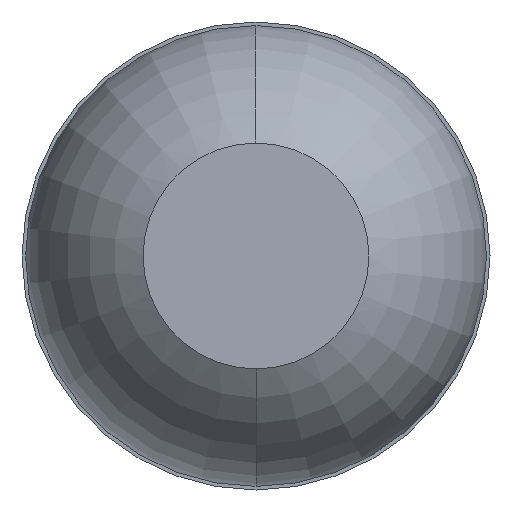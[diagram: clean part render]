
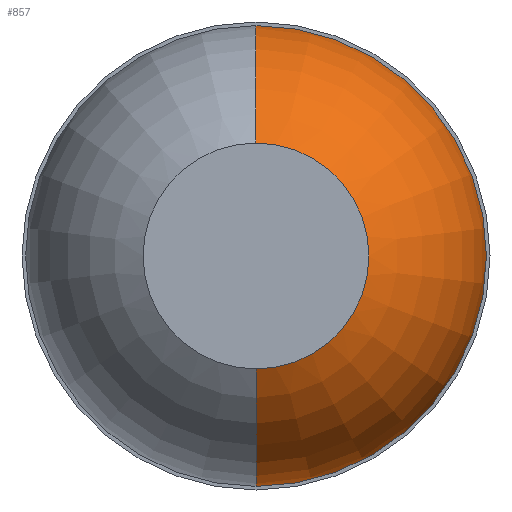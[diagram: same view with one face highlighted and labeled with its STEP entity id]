
A CAD part, front view. The second image highlights one B-rep face of the part: STEP entity #857.
In plain terms, the highlighted toroidal (fillet/blend) face has major radius 0.01 mm and minor radius 0.5 mm.
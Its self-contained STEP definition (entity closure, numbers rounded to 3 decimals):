
#198 = VERTEX_POINT ( 'NONE', #1990 ) ;
#225 = DIRECTION ( 'NONE',  ( 0., 0., -1. ) ) ;
#279 = CARTESIAN_POINT ( 'NONE',  ( 0., -26.961, 0. ) ) ;
#341 = VERTEX_POINT ( 'NONE', #3757 ) ;
#349 = EDGE_CURVE ( 'NONE', #198, #1429, #3438, .T. ) ;
#468 = CARTESIAN_POINT ( 'NONE',  ( 0., -26.961, 0. ) ) ;
#801 = DIRECTION ( 'NONE',  ( 0., 0., 1. ) ) ;
#857 = ADVANCED_FACE ( 'Defeature ausgef�hrt3_3', ( #3099 ), #1550, .T. ) ;
#873 = AXIS2_PLACEMENT_3D ( 'NONE', #279, #2401, #1148 ) ;
#1148 = DIRECTION ( 'NONE',  ( 0., 0., 1. ) ) ;
#1267 = DIRECTION ( 'NONE',  ( 1., 0., 0. ) ) ;
#1429 = VERTEX_POINT ( 'NONE', #1764 ) ;
#1436 = EDGE_CURVE ( 'Defeature ausgef�hrt3_12+Defeature ausgef�hrt3_3+Defeature ausgef�hrt3_3+Defeature ausgef�hrt3_3', #3384, #198, #3678, .T. ) ;
#1550 = TOROIDAL_SURFACE ( 'NONE', #1613, 0.01, 0.5 ) ;
#1572 = EDGE_CURVE ( 'NONE', #3384, #341, #1999, .T. ) ;
#1574 = DIRECTION ( 'NONE',  ( -1., 0., 0. ) ) ;
#1613 = AXIS2_PLACEMENT_3D ( 'NONE', #468, #3223, #801 ) ;
#1764 = CARTESIAN_POINT ( 'NONE',  ( 0., -26.961, 0.51 ) ) ;
#1990 = CARTESIAN_POINT ( 'NONE',  ( 0., -27.4, 0.25 ) ) ;
#1999 = CIRCLE ( 'NONE', #3552, 0.5 ) ;
#2007 = ORIENTED_EDGE ( 'NONE', *, *, #1572, .T. ) ;
#2245 = CARTESIAN_POINT ( 'NONE',  ( 0., -26.961, 0.01 ) ) ;
#2318 = EDGE_LOOP ( 'NONE', ( #2910, #2007, #2426, #3175 ) ) ;
#2390 = AXIS2_PLACEMENT_3D ( 'NONE', #3623, #3269, #225 ) ;
#2401 = DIRECTION ( 'NONE',  ( 0., 1., 0. ) ) ;
#2426 = ORIENTED_EDGE ( 'NONE', *, *, #3128, .F. ) ;
#2646 = CARTESIAN_POINT ( 'NONE',  ( 0., -27.4, -0.25 ) ) ;
#2755 = CIRCLE ( 'NONE', #873, 0.51 ) ;
#2825 = CARTESIAN_POINT ( 'NONE',  ( 0., -26.961, -0.01 ) ) ;
#2910 = ORIENTED_EDGE ( 'NONE', *, *, #1436, .F. ) ;
#3099 = FACE_OUTER_BOUND ( 'NONE', #2318, .T. ) ;
#3128 = EDGE_CURVE ( 'Defeature ausgef�hrt3_2+Defeature ausgef�hrt3_3+Defeature ausgef�hrt3_3+Defeature ausgef�hrt3_3', #1429, #341, #2755, .T. ) ;
#3175 = ORIENTED_EDGE ( 'NONE', *, *, #349, .F. ) ;
#3223 = DIRECTION ( 'NONE',  ( 0., 1., 0. ) ) ;
#3269 = DIRECTION ( 'NONE',  ( 0., -1., 0. ) ) ;
#3384 = VERTEX_POINT ( 'NONE', #2646 ) ;
#3414 = DIRECTION ( 'NONE',  ( 0., 0., 1. ) ) ;
#3438 = CIRCLE ( 'NONE', #3879, 0.5 ) ;
#3445 = DIRECTION ( 'NONE',  ( 0., 0., -1. ) ) ;
#3552 = AXIS2_PLACEMENT_3D ( 'NONE', #2825, #1267, #3445 ) ;
#3623 = CARTESIAN_POINT ( 'NONE',  ( 0., -27.4, 0. ) ) ;
#3678 = CIRCLE ( 'NONE', #2390, 0.25 ) ;
#3757 = CARTESIAN_POINT ( 'NONE',  ( 0., -26.961, -0.51 ) ) ;
#3879 = AXIS2_PLACEMENT_3D ( 'NONE', #2245, #1574, #3414 ) ;
